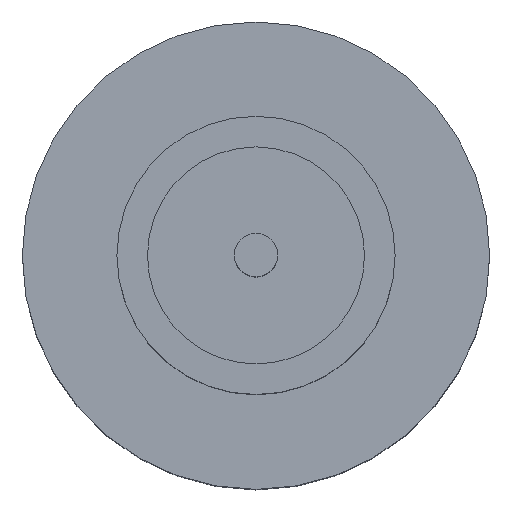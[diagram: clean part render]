
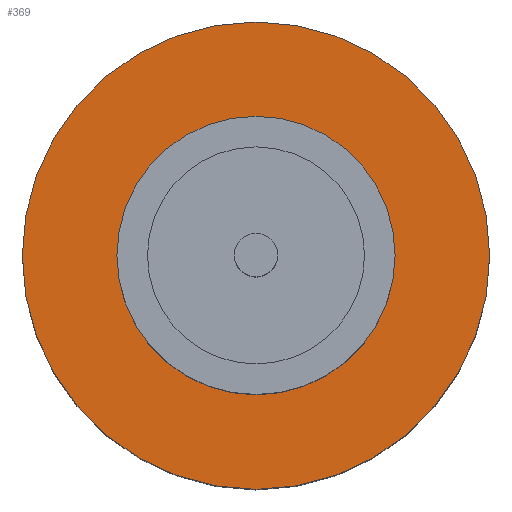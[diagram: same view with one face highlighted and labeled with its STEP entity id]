
A CAD part, top view. The second image highlights one B-rep face of the part: STEP entity #369.
In plain terms, the highlighted planar face has unit normal (0, 0, 1).
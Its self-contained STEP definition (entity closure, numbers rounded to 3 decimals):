
#26 = EDGE_CURVE ( 'NONE', #721, #839, #767, .T. ) ;
#69 = DIRECTION ( 'NONE',  ( 1., 0., 0. ) ) ;
#72 = CARTESIAN_POINT ( 'NONE',  ( 0., 0., 1.55 ) ) ;
#99 = CARTESIAN_POINT ( 'NONE',  ( 1.25, 0., 1.55 ) ) ;
#128 = DIRECTION ( 'NONE',  ( 1., 0., 0. ) ) ;
#199 = CARTESIAN_POINT ( 'NONE',  ( 0., 0., 1.55 ) ) ;
#202 = DIRECTION ( 'NONE',  ( 0., 0., 1. ) ) ;
#212 = AXIS2_PLACEMENT_3D ( 'NONE', #596, #648, #451 ) ;
#251 = ORIENTED_EDGE ( 'NONE', *, *, #26, .F. ) ;
#264 = ORIENTED_EDGE ( 'NONE', *, *, #480, .T. ) ;
#329 = VERTEX_POINT ( 'NONE', #339 ) ;
#339 = CARTESIAN_POINT ( 'NONE',  ( 2.1, 0., 1.55 ) ) ;
#366 = ORIENTED_EDGE ( 'NONE', *, *, #467, .T. ) ;
#369 = ADVANCED_FACE ( 'NONE', ( #782, #739 ), #497, .T. ) ;
#380 = AXIS2_PLACEMENT_3D ( 'NONE', #199, #591, #128 ) ;
#432 = CIRCLE ( 'NONE', #513, 2.1 ) ;
#451 = DIRECTION ( 'NONE',  ( 1., 0., 0. ) ) ;
#467 = EDGE_CURVE ( 'NONE', #329, #517, #816, .T. ) ;
#476 = DIRECTION ( 'NONE',  ( 0., 0., 1. ) ) ;
#480 = EDGE_CURVE ( 'NONE', #517, #329, #432, .T. ) ;
#487 = CARTESIAN_POINT ( 'NONE',  ( 0., 0., 1.55 ) ) ;
#490 = CARTESIAN_POINT ( 'NONE',  ( -1.25, 0., 1.55 ) ) ;
#497 = PLANE ( 'NONE',  #212 ) ;
#513 = AXIS2_PLACEMENT_3D ( 'NONE', #724, #202, #69 ) ;
#517 = VERTEX_POINT ( 'NONE', #657 ) ;
#518 = EDGE_CURVE ( 'NONE', #839, #721, #690, .T. ) ;
#570 = AXIS2_PLACEMENT_3D ( 'NONE', #72, #720, #716 ) ;
#591 = DIRECTION ( 'NONE',  ( 0., 0., 1. ) ) ;
#596 = CARTESIAN_POINT ( 'NONE',  ( 0., 0., 1.55 ) ) ;
#638 = EDGE_LOOP ( 'NONE', ( #251, #787 ) ) ;
#648 = DIRECTION ( 'NONE',  ( 0., 0., 1. ) ) ;
#657 = CARTESIAN_POINT ( 'NONE',  ( -2.1, 0., 1.55 ) ) ;
#668 = AXIS2_PLACEMENT_3D ( 'NONE', #487, #476, #679 ) ;
#679 = DIRECTION ( 'NONE',  ( 1., 0., 0. ) ) ;
#690 = CIRCLE ( 'NONE', #570, 1.25 ) ;
#716 = DIRECTION ( 'NONE',  ( 1., 0., 0. ) ) ;
#720 = DIRECTION ( 'NONE',  ( 0., 0., 1. ) ) ;
#721 = VERTEX_POINT ( 'NONE', #99 ) ;
#724 = CARTESIAN_POINT ( 'NONE',  ( 0., 0., 1.55 ) ) ;
#739 = FACE_OUTER_BOUND ( 'NONE', #823, .T. ) ;
#767 = CIRCLE ( 'NONE', #668, 1.25 ) ;
#782 = FACE_BOUND ( 'NONE', #638, .T. ) ;
#787 = ORIENTED_EDGE ( 'NONE', *, *, #518, .F. ) ;
#816 = CIRCLE ( 'NONE', #380, 2.1 ) ;
#823 = EDGE_LOOP ( 'NONE', ( #264, #366 ) ) ;
#839 = VERTEX_POINT ( 'NONE', #490 ) ;
